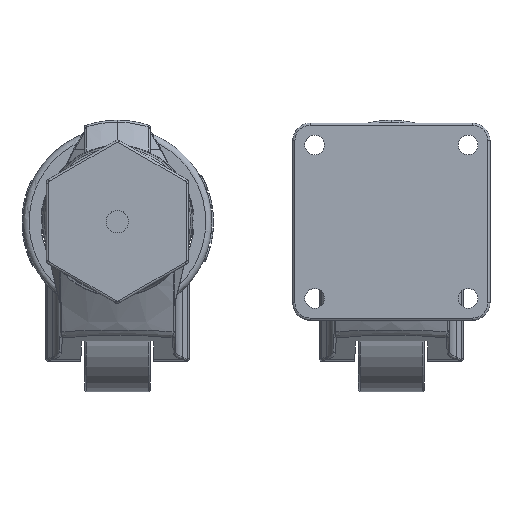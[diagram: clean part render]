
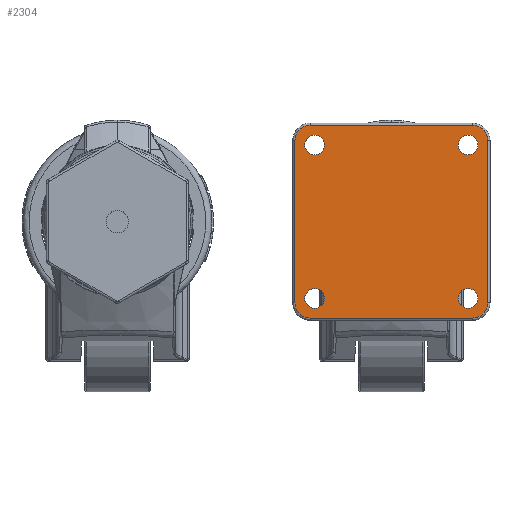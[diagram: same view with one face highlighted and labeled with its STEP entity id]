
A CAD part, top view. The second image highlights one B-rep face of the part: STEP entity #2304.
In plain terms, the highlighted planar face has unit normal (0, 0, 1).
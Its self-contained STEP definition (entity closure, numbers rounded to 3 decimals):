
#1062=PLANE('',#22506);
#2304=ADVANCED_FACE('',(#3317,#3318,#3319,#3320,#3321),#1062,.F.);
#3062=CIRCLE('',#22498,7.);
#3063=CIRCLE('',#22499,7.);
#3064=CIRCLE('',#22500,7.);
#3065=CIRCLE('',#22501,7.);
#3066=CIRCLE('',#22502,4.5);
#3067=CIRCLE('',#22503,4.5);
#3068=CIRCLE('',#22504,4.5);
#3069=CIRCLE('',#22505,4.5);
#3317=FACE_BOUND('',#3745,.T.);
#3318=FACE_BOUND('',#3746,.T.);
#3319=FACE_BOUND('',#3747,.T.);
#3320=FACE_BOUND('',#3748,.T.);
#3321=FACE_BOUND('',#3749,.T.);
#3745=EDGE_LOOP('',(#8706,#8707,#8708,#8709,#8710,#8711,#8712,#8713));
#3746=EDGE_LOOP('',(#8714));
#3747=EDGE_LOOP('',(#8715));
#3748=EDGE_LOOP('',(#8716));
#3749=EDGE_LOOP('',(#8717));
#4436=LINE('',#37016,#4966);
#4437=LINE('',#37021,#4967);
#4438=LINE('',#37025,#4968);
#4439=LINE('',#37029,#4969);
#4966=VECTOR('',#23758,1.);
#4967=VECTOR('',#23761,1.);
#4968=VECTOR('',#23764,1.);
#4969=VECTOR('',#23767,1.);
#8706=ORIENTED_EDGE('',*,*,#17412,.T.);
#8707=ORIENTED_EDGE('',*,*,#17413,.T.);
#8708=ORIENTED_EDGE('',*,*,#17414,.T.);
#8709=ORIENTED_EDGE('',*,*,#17415,.T.);
#8710=ORIENTED_EDGE('',*,*,#17416,.T.);
#8711=ORIENTED_EDGE('',*,*,#17417,.T.);
#8712=ORIENTED_EDGE('',*,*,#17418,.T.);
#8713=ORIENTED_EDGE('',*,*,#17419,.T.);
#8714=ORIENTED_EDGE('',*,*,#17420,.T.);
#8715=ORIENTED_EDGE('',*,*,#17421,.T.);
#8716=ORIENTED_EDGE('',*,*,#17422,.T.);
#8717=ORIENTED_EDGE('',*,*,#17423,.T.);
#14151=VERTEX_POINT('',#37017);
#14152=VERTEX_POINT('',#37018);
#14153=VERTEX_POINT('',#37020);
#14154=VERTEX_POINT('',#37022);
#14155=VERTEX_POINT('',#37024);
#14156=VERTEX_POINT('',#37026);
#14157=VERTEX_POINT('',#37028);
#14158=VERTEX_POINT('',#37030);
#14159=VERTEX_POINT('',#37033);
#14160=VERTEX_POINT('',#37035);
#14161=VERTEX_POINT('',#37037);
#14162=VERTEX_POINT('',#37039);
#17412=EDGE_CURVE('',#14151,#14152,#4436,.T.);
#17413=EDGE_CURVE('',#14152,#14153,#3062,.T.);
#17414=EDGE_CURVE('',#14153,#14154,#4437,.T.);
#17415=EDGE_CURVE('',#14154,#14155,#3063,.T.);
#17416=EDGE_CURVE('',#14155,#14156,#4438,.T.);
#17417=EDGE_CURVE('',#14156,#14157,#3064,.T.);
#17418=EDGE_CURVE('',#14157,#14158,#4439,.T.);
#17419=EDGE_CURVE('',#14158,#14151,#3065,.T.);
#17420=EDGE_CURVE('',#14159,#14159,#3066,.T.);
#17421=EDGE_CURVE('',#14160,#14160,#3067,.T.);
#17422=EDGE_CURVE('',#14161,#14161,#3068,.T.);
#17423=EDGE_CURVE('',#14162,#14162,#3069,.T.);
#22498=AXIS2_PLACEMENT_3D('',#37019,#23759,#23760);
#22499=AXIS2_PLACEMENT_3D('',#37023,#23762,#23763);
#22500=AXIS2_PLACEMENT_3D('',#37027,#23765,#23766);
#22501=AXIS2_PLACEMENT_3D('',#37031,#23768,#23769);
#22502=AXIS2_PLACEMENT_3D('',#37032,#23770,#23771);
#22503=AXIS2_PLACEMENT_3D('',#37034,#23772,#23773);
#22504=AXIS2_PLACEMENT_3D('',#37036,#23774,#23775);
#22505=AXIS2_PLACEMENT_3D('',#37038,#23776,#23777);
#22506=AXIS2_PLACEMENT_3D('',#37040,#23778,#23779);
#23758=DIRECTION('',(1.,0.,0.));
#23759=DIRECTION('',(0.,0.,1.));
#23760=DIRECTION('',(-1.,0.,0.));
#23761=DIRECTION('',(0.,1.,0.));
#23762=DIRECTION('',(0.,0.,1.));
#23763=DIRECTION('',(-1.,0.,0.));
#23764=DIRECTION('',(-1.,0.,0.));
#23765=DIRECTION('',(0.,0.,1.));
#23766=DIRECTION('',(-1.,0.,0.));
#23767=DIRECTION('',(0.,-1.,0.));
#23768=DIRECTION('',(0.,0.,1.));
#23769=DIRECTION('',(-1.,0.,0.));
#23770=DIRECTION('',(0.,0.,-1.));
#23771=DIRECTION('',(-1.,0.,0.));
#23772=DIRECTION('',(0.,0.,-1.));
#23773=DIRECTION('',(-1.,0.,0.));
#23774=DIRECTION('',(0.,0.,-1.));
#23775=DIRECTION('',(-1.,0.,0.));
#23776=DIRECTION('',(0.,0.,-1.));
#23777=DIRECTION('',(-1.,0.,0.));
#23778=DIRECTION('',(0.,0.,-1.));
#23779=DIRECTION('',(-1.,0.,0.));
#37016=CARTESIAN_POINT('',(198.531,177.875,-117.411));
#37017=CARTESIAN_POINT('',(90.531,177.875,-117.411));
#37018=CARTESIAN_POINT('',(164.531,177.875,-117.411));
#37019=CARTESIAN_POINT('',(164.531,184.875,-117.411));
#37020=CARTESIAN_POINT('',(171.531,184.875,-117.411));
#37021=CARTESIAN_POINT('',(171.531,330.579,-117.411));
#37022=CARTESIAN_POINT('',(171.531,258.875,-117.411));
#37023=CARTESIAN_POINT('',(164.531,258.875,-117.411));
#37024=CARTESIAN_POINT('',(164.531,265.875,-117.411));
#37025=CARTESIAN_POINT('',(198.531,265.875,-117.411));
#37026=CARTESIAN_POINT('',(90.531,265.875,-117.411));
#37027=CARTESIAN_POINT('',(90.531,258.875,-117.411));
#37028=CARTESIAN_POINT('',(83.531,258.875,-117.411));
#37029=CARTESIAN_POINT('',(83.531,330.579,-117.411));
#37030=CARTESIAN_POINT('',(83.531,184.875,-117.411));
#37031=CARTESIAN_POINT('',(90.531,184.875,-117.411));
#37032=CARTESIAN_POINT('',(92.531,186.875,-117.411));
#37033=CARTESIAN_POINT('',(88.031,186.875,-117.411));
#37034=CARTESIAN_POINT('',(92.531,256.875,-117.411));
#37035=CARTESIAN_POINT('',(88.031,256.875,-117.411));
#37036=CARTESIAN_POINT('',(162.531,186.875,-117.411));
#37037=CARTESIAN_POINT('',(158.031,186.875,-117.411));
#37038=CARTESIAN_POINT('',(162.531,256.875,-117.411));
#37039=CARTESIAN_POINT('',(158.031,256.875,-117.411));
#37040=CARTESIAN_POINT('',(198.531,330.579,-117.411));
